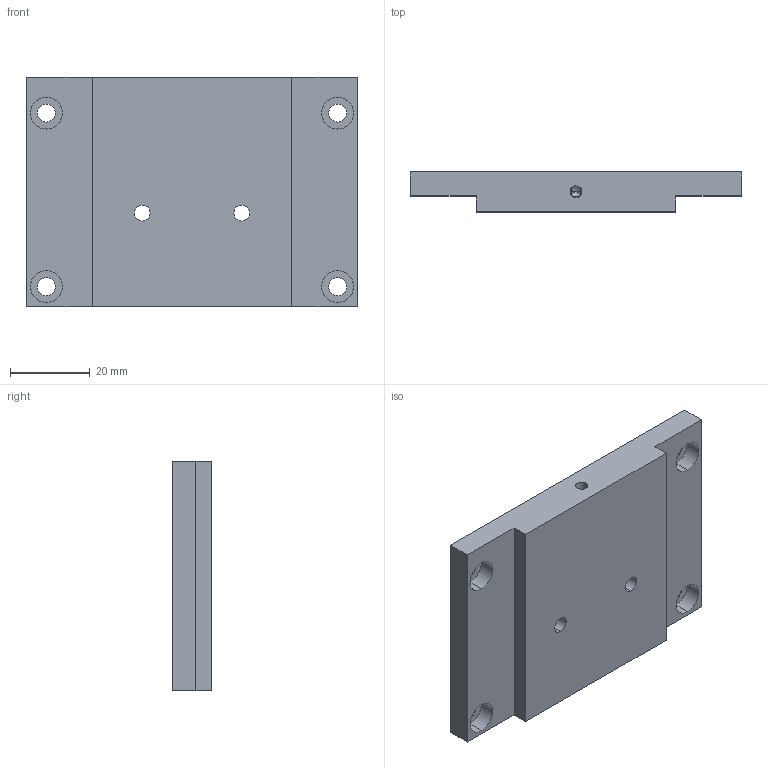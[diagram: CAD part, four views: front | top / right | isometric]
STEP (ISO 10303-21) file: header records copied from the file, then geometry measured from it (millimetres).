
FILE_DESCRIPTION (( 'STEP AP203' ), '1' );
FILE_NAME ('13-018229.step', '2022-01-07T14:39:19', ( '' ), ( '' ), 'SwSTEP 2.0', 'SolidWorks 2021', '' );
FILE_SCHEMA (( 'CONFIG_CONTROL_DESIGN' ));
Length unit declared in the file: millimetre
Products named in the file (1): 13-018229
Bounding box: 83 x 10 x 57.43 mm (x, y, z)
Volume: 38793.9 mm3; surface area: 12785.7 mm2
Topology: 1 solids, 1 shells, 41 faces, 100 edges, 65 vertices
Faces by surface type: cylinder 24, plane 15, cone 2
Entity records: 1313 total; most frequent: DIRECTION 230, CARTESIAN_POINT 205, ORIENTED_EDGE 196, EDGE_CURVE 98, AXIS2_PLACEMENT_3D 90, VERTEX_POINT 65, EDGE_LOOP 59, VECTOR 50
